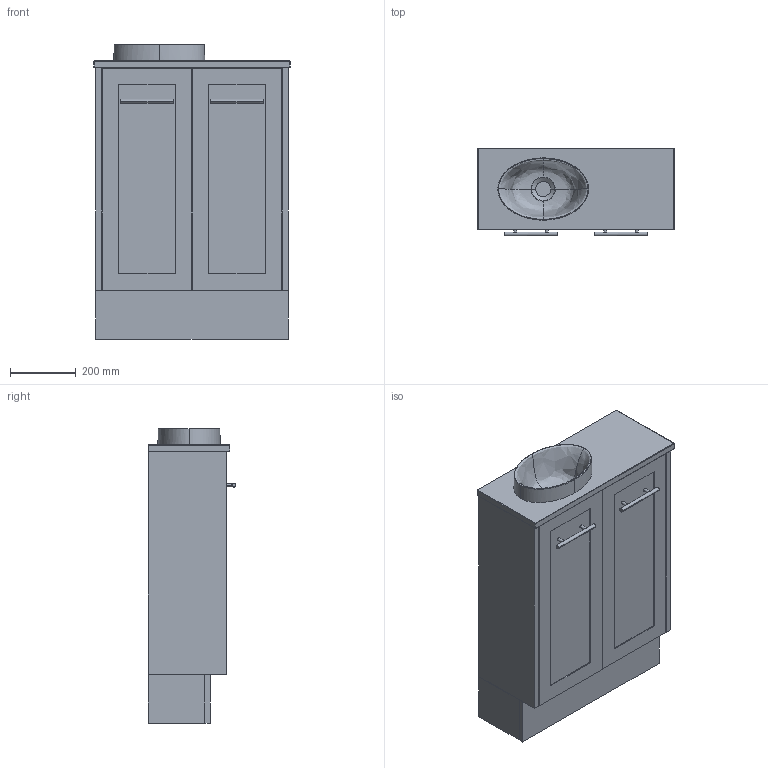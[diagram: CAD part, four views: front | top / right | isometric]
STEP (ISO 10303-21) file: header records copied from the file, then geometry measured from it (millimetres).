
FILE_DESCRIPTION(/* description */ (''),/* implementation_level */ '2;1');
FILE_NAME(/* name */ 'Kado Lux Mini (Floor Mount) 600L (20MM)',/* time_stamp */ '2025-07-09T15:00:49+10:00',/* author */ (''),/* organization */ (''),/* preprocessor_version */ 'ST-DEVELOPER v16.5',/* originating_system */ '',/* authorisation */ '');
FILE_SCHEMA (('AUTOMOTIVE_DESIGN'));
Length unit declared in the file: millimetre
Products named in the file (10): Document; Kado Lux Mini (Floor Mount) 600L (20MM); Kado Lux Mini Floor Mount ALL64; Kado Lux Mini FM 600 Carcass6061; Kado Lux Mini FM 600 Carcass59; Cross Bar Handle 9623456789101112131415161718192021222324252627282930
3132333435363738394041424344454647484950515253; Kado Lux Mini Benchtop ALL (20MM)63; Kado Lux Mini Benchtop 600L (20MM)62; Joy57; Kado Lux Mini Benchtop 600L (20MM)
Assembly tree (10 placements, depth 5):
  Document
    Kado Lux Mini (Floor Mount) 600L (20MM)
      Kado Lux Mini Floor Mount ALL64
        Kado Lux Mini FM 600 Carcass6061
          Kado Lux Mini FM 600 Carcass59
          Cross Bar Handle 9623456789101112131415161718192021222324252627282930
3132333435363738394041424344454647484950515253  x2
      Kado Lux Mini Benchtop ALL (20MM)63
        Kado Lux Mini Benchtop 600L (20MM)62
          Joy57
          Kado Lux Mini Benchtop 600L (20MM)
Bounding box: 600 x 268 x 899.98 mm (x, y, z)
Volume: 39867264.2 mm3; surface area: 3759338.4 mm2
Topology: 13 solids, 13 shells, 174 faces, 372 edges, 222 vertices
Faces by surface type: plane 84, bspline 66, cylinder 24
Entity records: 33154 total; most frequent: CARTESIAN_POINT 30447, ORIENTED_EDGE 680, EDGE_CURVE 340, B_SPLINE_CURVE_WITH_KNOTS 286, VERTEX_POINT 206, EDGE_LOOP 166, ADVANCED_FACE 160, FACE_OUTER_BOUND 160
